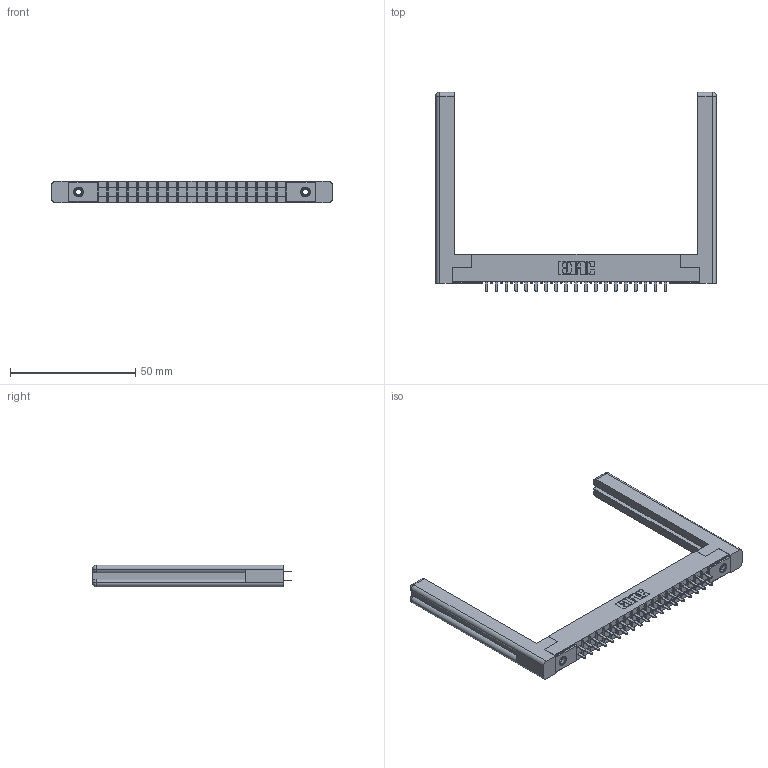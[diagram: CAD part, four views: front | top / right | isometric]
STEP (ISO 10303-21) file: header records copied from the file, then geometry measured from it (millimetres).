
FILE_DESCRIPTION (( 'STEP AP203' ), '1' );
FILE_NAME ('305-038-521-558.STEP', '2019-09-09T18:34:09', ( '' ), ( '' ), 'SwSTEP 2.0', 'SolidWorks 2016', '' );
FILE_SCHEMA (( 'CONFIG_CONTROL_DESIGN' ));
Length unit declared in the file: inch
Products named in the file (5): 307-220-058; 345-250-001_345-250-001-102; 305-038-521-558; 305 Part_.156 Dia; 305-290-001_521
Assembly tree (43 placements, depth 2):
  305-038-521-558
    305 Part_.156 Dia
    305-290-001_521  x38
    345-250-001_345-250-001-102  x2
    307-220-058  x2
Bounding box: 111.91 x 79.5 x 8.71 mm (x, y, z)
Volume: 14444.2 mm3; surface area: 18002.3 mm2
Topology: 43 solids, 43 shells, 2006 faces, 5667 edges, 3662 vertices
Faces by surface type: plane 1178, cylinder 728, sphere 76, cone 12, torus 12
Entity records: 25885 total; most frequent: CARTESIAN_POINT 4298, ORIENTED_EDGE 4204, DIRECTION 4138, EDGE_CURVE 2102, VECTOR 1666, LINE 1666, VERTEX_POINT 1342, AXIS2_PLACEMENT_3D 1236
